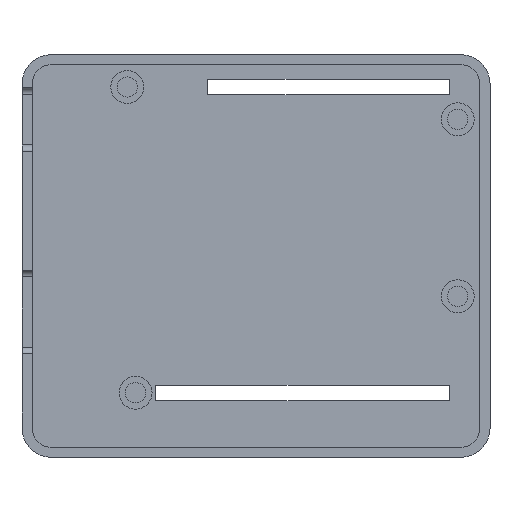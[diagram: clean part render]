
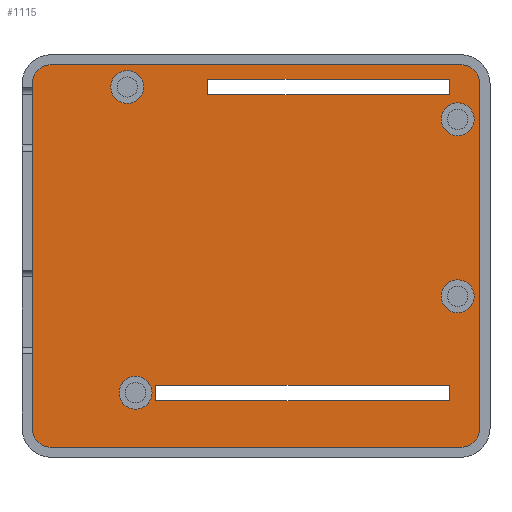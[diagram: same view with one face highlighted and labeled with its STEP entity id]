
A CAD part, front view. The second image highlights one B-rep face of the part: STEP entity #1115.
In plain terms, the highlighted planar face has unit normal (0, -1, 0).
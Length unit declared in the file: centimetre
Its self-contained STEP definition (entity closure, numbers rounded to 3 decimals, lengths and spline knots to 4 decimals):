
#41=LINE('',#1787,#129);
#44=LINE('',#1792,#132);
#46=LINE('',#1796,#134);
#48=LINE('',#1799,#136);
#49=LINE('',#1803,#137);
#52=LINE('',#1808,#140);
#54=LINE('',#1812,#142);
#56=LINE('',#1815,#144);
#92=LINE('',#1929,#180);
#93=LINE('',#1933,#181);
#94=LINE('',#1937,#182);
#95=LINE('',#1940,#183);
#129=VECTOR('',#1387,1.);
#132=VECTOR('',#1392,1.);
#134=VECTOR('',#1396,1.);
#136=VECTOR('',#1400,1.);
#137=VECTOR('',#1403,1.);
#140=VECTOR('',#1408,1.);
#142=VECTOR('',#1412,1.);
#144=VECTOR('',#1416,1.);
#180=VECTOR('',#1524,1.);
#181=VECTOR('',#1527,1.);
#182=VECTOR('',#1530,1.);
#183=VECTOR('',#1533,1.);
#221=PLANE('',#1229);
#243=FACE_BOUND('',#405,.T.);
#244=FACE_BOUND('',#406,.T.);
#245=FACE_BOUND('',#407,.T.);
#246=FACE_BOUND('',#408,.T.);
#247=FACE_BOUND('',#409,.T.);
#248=FACE_BOUND('',#410,.T.);
#327=FACE_OUTER_BOUND('',#404,.T.);
#404=EDGE_LOOP('',(#972,#973,#974,#975,#976,#977,#978,#979));
#405=EDGE_LOOP('',(#980,#981,#982,#983));
#406=EDGE_LOOP('',(#984,#985,#986,#987));
#407=EDGE_LOOP('',(#988));
#408=EDGE_LOOP('',(#989));
#409=EDGE_LOOP('',(#990));
#410=EDGE_LOOP('',(#991));
#491=CIRCLE('',#1227,0.26);
#492=CIRCLE('',#1230,0.3);
#493=CIRCLE('',#1231,0.3);
#494=CIRCLE('',#1232,0.3);
#495=CIRCLE('',#1233,0.3);
#496=CIRCLE('',#1234,0.26);
#497=CIRCLE('',#1235,0.26);
#498=CIRCLE('',#1236,0.26);
#547=VERTEX_POINT('',#1785);
#548=VERTEX_POINT('',#1786);
#549=VERTEX_POINT('',#1791);
#550=VERTEX_POINT('',#1795);
#551=VERTEX_POINT('',#1801);
#552=VERTEX_POINT('',#1802);
#553=VERTEX_POINT('',#1807);
#554=VERTEX_POINT('',#1811);
#593=VERTEX_POINT('',#1921);
#594=VERTEX_POINT('',#1925);
#595=VERTEX_POINT('',#1926);
#596=VERTEX_POINT('',#1928);
#597=VERTEX_POINT('',#1930);
#598=VERTEX_POINT('',#1932);
#599=VERTEX_POINT('',#1934);
#600=VERTEX_POINT('',#1936);
#601=VERTEX_POINT('',#1938);
#602=VERTEX_POINT('',#1941);
#603=VERTEX_POINT('',#1943);
#604=VERTEX_POINT('',#1945);
#667=EDGE_CURVE('',#547,#548,#41,.T.);
#670=EDGE_CURVE('',#548,#549,#44,.T.);
#672=EDGE_CURVE('',#549,#550,#46,.T.);
#674=EDGE_CURVE('',#550,#547,#48,.T.);
#675=EDGE_CURVE('',#551,#552,#49,.T.);
#678=EDGE_CURVE('',#552,#553,#52,.T.);
#680=EDGE_CURVE('',#553,#554,#54,.T.);
#682=EDGE_CURVE('',#554,#551,#56,.T.);
#735=EDGE_CURVE('',#593,#593,#491,.T.);
#736=EDGE_CURVE('',#594,#595,#492,.T.);
#737=EDGE_CURVE('',#596,#595,#92,.T.);
#738=EDGE_CURVE('',#596,#597,#493,.T.);
#739=EDGE_CURVE('',#598,#597,#93,.T.);
#740=EDGE_CURVE('',#598,#599,#494,.T.);
#741=EDGE_CURVE('',#600,#599,#94,.T.);
#742=EDGE_CURVE('',#600,#601,#495,.T.);
#743=EDGE_CURVE('',#594,#601,#95,.T.);
#744=EDGE_CURVE('',#602,#602,#496,.T.);
#745=EDGE_CURVE('',#603,#603,#497,.T.);
#746=EDGE_CURVE('',#604,#604,#498,.T.);
#972=ORIENTED_EDGE('',*,*,#736,.T.);
#973=ORIENTED_EDGE('',*,*,#737,.F.);
#974=ORIENTED_EDGE('',*,*,#738,.T.);
#975=ORIENTED_EDGE('',*,*,#739,.F.);
#976=ORIENTED_EDGE('',*,*,#740,.T.);
#977=ORIENTED_EDGE('',*,*,#741,.F.);
#978=ORIENTED_EDGE('',*,*,#742,.T.);
#979=ORIENTED_EDGE('',*,*,#743,.F.);
#980=ORIENTED_EDGE('',*,*,#667,.T.);
#981=ORIENTED_EDGE('',*,*,#670,.T.);
#982=ORIENTED_EDGE('',*,*,#672,.T.);
#983=ORIENTED_EDGE('',*,*,#674,.T.);
#984=ORIENTED_EDGE('',*,*,#675,.T.);
#985=ORIENTED_EDGE('',*,*,#678,.T.);
#986=ORIENTED_EDGE('',*,*,#680,.T.);
#987=ORIENTED_EDGE('',*,*,#682,.T.);
#988=ORIENTED_EDGE('',*,*,#744,.T.);
#989=ORIENTED_EDGE('',*,*,#745,.T.);
#990=ORIENTED_EDGE('',*,*,#746,.T.);
#991=ORIENTED_EDGE('',*,*,#735,.T.);
#1115=ADVANCED_FACE('',(#327,#243,#244,#245,#246,#247,#248),#221,.F.);
#1227=AXIS2_PLACEMENT_3D('',#1922,#1516,#1517);
#1229=AXIS2_PLACEMENT_3D('',#1924,#1520,#1521);
#1230=AXIS2_PLACEMENT_3D('',#1927,#1522,#1523);
#1231=AXIS2_PLACEMENT_3D('',#1931,#1525,#1526);
#1232=AXIS2_PLACEMENT_3D('',#1935,#1528,#1529);
#1233=AXIS2_PLACEMENT_3D('',#1939,#1531,#1532);
#1234=AXIS2_PLACEMENT_3D('',#1942,#1534,#1535);
#1235=AXIS2_PLACEMENT_3D('',#1944,#1536,#1537);
#1236=AXIS2_PLACEMENT_3D('',#1946,#1538,#1539);
#1387=DIRECTION('',(-1.,0.,0.));
#1392=DIRECTION('',(0.,0.,1.));
#1396=DIRECTION('',(1.,0.,0.));
#1400=DIRECTION('',(0.,0.,-1.));
#1403=DIRECTION('',(0.,0.,1.));
#1408=DIRECTION('',(1.,0.,0.));
#1412=DIRECTION('',(0.,0.,-1.));
#1416=DIRECTION('',(-1.,0.,0.));
#1516=DIRECTION('center_axis',(0.,1.,0.));
#1517=DIRECTION('ref_axis',(1.,0.,0.));
#1520=DIRECTION('center_axis',(0.,1.,0.));
#1521=DIRECTION('ref_axis',(0.,0.,1.));
#1522=DIRECTION('center_axis',(0.,-1.,0.));
#1523=DIRECTION('ref_axis',(-0.707,0.,0.707));
#1524=DIRECTION('',(0.,0.,1.));
#1525=DIRECTION('center_axis',(0.,-1.,0.));
#1526=DIRECTION('ref_axis',(-0.707,0.,-0.707));
#1527=DIRECTION('',(-1.,0.,0.));
#1528=DIRECTION('center_axis',(0.,-1.,0.));
#1529=DIRECTION('ref_axis',(0.707,0.,-0.707));
#1530=DIRECTION('',(0.,0.,-1.));
#1531=DIRECTION('center_axis',(0.,-1.,0.));
#1532=DIRECTION('ref_axis',(0.707,0.,0.707));
#1533=DIRECTION('',(1.,0.,0.));
#1534=DIRECTION('center_axis',(0.,1.,0.));
#1535=DIRECTION('ref_axis',(1.,0.,0.));
#1536=DIRECTION('center_axis',(0.,1.,0.));
#1537=DIRECTION('ref_axis',(1.,0.,0.));
#1538=DIRECTION('center_axis',(0.,1.,0.));
#1539=DIRECTION('ref_axis',(1.,0.,0.));
#1785=CARTESIAN_POINT('',(6.48,2.2,-5.1965));
#1786=CARTESIAN_POINT('',(1.8478,2.2,-5.1965));
#1787=CARTESIAN_POINT('',(2.6389,2.2,-5.1965));
#1791=CARTESIAN_POINT('',(1.8478,2.2,-4.9555));
#1792=CARTESIAN_POINT('',(1.8478,2.2,-3.9353));
#1795=CARTESIAN_POINT('',(6.48,2.2,-4.9555));
#1796=CARTESIAN_POINT('',(4.955,2.2,-4.9555));
#1799=CARTESIAN_POINT('',(6.48,2.2,-4.0558));
#1801=CARTESIAN_POINT('',(2.67,2.2,-0.3705));
#1802=CARTESIAN_POINT('',(2.67,2.2,-0.1295));
#1803=CARTESIAN_POINT('',(2.67,2.2,-1.5223));
#1807=CARTESIAN_POINT('',(6.48,2.2,-0.1295));
#1808=CARTESIAN_POINT('',(4.955,2.2,-0.1295));
#1811=CARTESIAN_POINT('',(6.48,2.2,-0.3705));
#1812=CARTESIAN_POINT('',(6.48,2.2,-1.6428));
#1815=CARTESIAN_POINT('',(3.05,2.2,-0.3705));
#1921=CARTESIAN_POINT('',(6.35,2.2,-3.55));
#1922=CARTESIAN_POINT('Origin',(6.61,2.2,-3.55));
#1924=CARTESIAN_POINT('Origin',(3.43,2.2,-2.915));
#1925=CARTESIAN_POINT('',(0.2,2.2,0.1));
#1926=CARTESIAN_POINT('',(-0.1,2.2,-0.2));
#1927=CARTESIAN_POINT('Origin',(0.2,2.2,-0.2));
#1928=CARTESIAN_POINT('',(-0.1,2.2,-5.63));
#1929=CARTESIAN_POINT('',(-0.1,2.2,-5.93));
#1930=CARTESIAN_POINT('',(0.2,2.2,-5.93));
#1931=CARTESIAN_POINT('Origin',(0.2,2.2,-5.63));
#1932=CARTESIAN_POINT('',(6.66,2.2,-5.93));
#1933=CARTESIAN_POINT('',(6.96,2.2,-5.93));
#1934=CARTESIAN_POINT('',(6.96,2.2,-5.63));
#1935=CARTESIAN_POINT('Origin',(6.66,2.2,-5.63));
#1936=CARTESIAN_POINT('',(6.96,2.2,-0.2));
#1937=CARTESIAN_POINT('',(6.96,2.2,0.1));
#1938=CARTESIAN_POINT('',(6.66,2.2,0.1));
#1939=CARTESIAN_POINT('Origin',(6.66,2.2,-0.2));
#1940=CARTESIAN_POINT('',(-0.1,2.2,0.1));
#1941=CARTESIAN_POINT('',(1.27,2.2,-5.07));
#1942=CARTESIAN_POINT('Origin',(1.53,2.2,-5.07));
#1943=CARTESIAN_POINT('',(1.14,2.2,-0.25));
#1944=CARTESIAN_POINT('Origin',(1.4,2.2,-0.25));
#1945=CARTESIAN_POINT('',(6.35,2.2,-0.76));
#1946=CARTESIAN_POINT('Origin',(6.61,2.2,-0.76));
